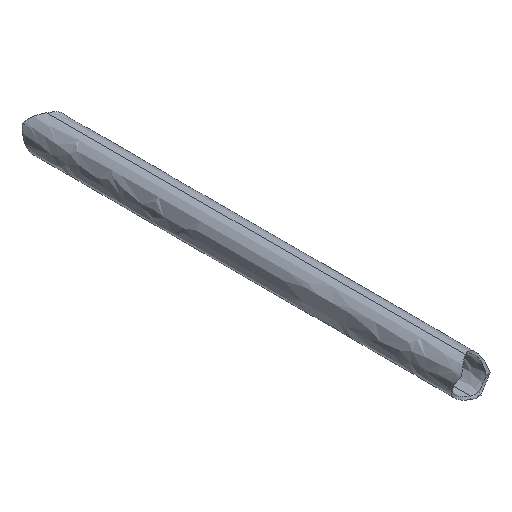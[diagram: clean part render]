
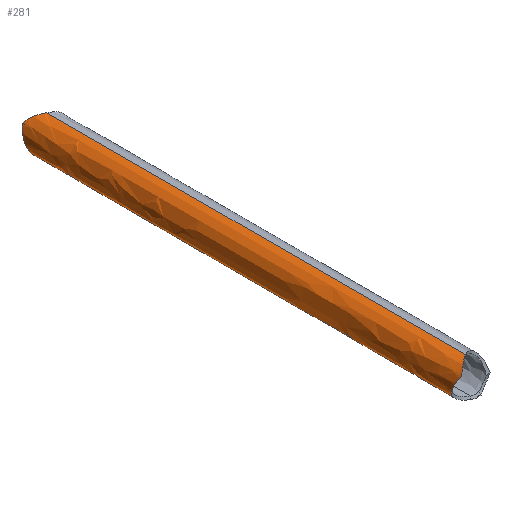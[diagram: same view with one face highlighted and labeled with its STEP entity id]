
A CAD part, isometric view. The second image highlights one B-rep face of the part: STEP entity #281.
In plain terms, the highlighted free-form (B-spline) face has degree [5, 4] with [6, 5] control points.
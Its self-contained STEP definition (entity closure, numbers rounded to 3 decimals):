
#110=CARTESIAN_POINT('Vertex',(-1909.848,153.478,457.698)) ;
#114=CARTESIAN_POINT('Control Point',(-1909.848,153.478,457.698)) ;
#115=CARTESIAN_POINT('Control Point',(-1909.557,153.355,458.071)) ;
#116=CARTESIAN_POINT('Control Point',(-1909.255,153.192,458.42)) ;
#117=CARTESIAN_POINT('Control Point',(-1908.947,152.997,458.746)) ;
#118=CARTESIAN_POINT('Control Point',(-1907.983,152.334,459.68)) ;
#119=CARTESIAN_POINT('Control Point',(-1906.975,151.516,460.422)) ;
#120=CARTESIAN_POINT('Control Point',(-1906.276,150.943,460.856)) ;
#121=CARTESIAN_POINT('Control Point',(-1904.686,149.663,461.674)) ;
#122=CARTESIAN_POINT('Control Point',(-1902.981,148.406,462.197)) ;
#123=CARTESIAN_POINT('Control Point',(-1902.015,147.748,462.396)) ;
#124=CARTESIAN_POINT('Control Point',(-1901.017,147.134,462.5)) ;
#125=CARTESIAN_POINT('Control Point',(-1900.,146.585,462.5)) ;
#126=CARTESIAN_POINT('Vertex',(-1900.,146.585,462.5)) ;
#159=CARTESIAN_POINT('Control Point',(-1900.,160.,437.5)) ;
#160=CARTESIAN_POINT('Control Point',(-1912.5,160.,437.5)) ;
#161=CARTESIAN_POINT('Control Point',(-1918.75,160.,450.)) ;
#162=CARTESIAN_POINT('Control Point',(-1912.5,160.,462.5)) ;
#163=CARTESIAN_POINT('Control Point',(-1900.,160.,462.5)) ;
#164=CARTESIAN_POINT('Control Point',(-1900.,96.,437.5)) ;
#165=CARTESIAN_POINT('Control Point',(-1912.5,96.,437.5)) ;
#166=CARTESIAN_POINT('Control Point',(-1918.75,96.,450.)) ;
#167=CARTESIAN_POINT('Control Point',(-1912.5,96.,462.5)) ;
#168=CARTESIAN_POINT('Control Point',(-1900.,96.,462.5)) ;
#169=CARTESIAN_POINT('Control Point',(-1900.,32.,437.5)) ;
#170=CARTESIAN_POINT('Control Point',(-1912.5,32.,437.5)) ;
#171=CARTESIAN_POINT('Control Point',(-1918.75,32.,450.)) ;
#172=CARTESIAN_POINT('Control Point',(-1912.5,32.,462.5)) ;
#173=CARTESIAN_POINT('Control Point',(-1900.,32.,462.5)) ;
#174=CARTESIAN_POINT('Control Point',(-1900.,-32.,437.5)) ;
#175=CARTESIAN_POINT('Control Point',(-1912.5,-32.,437.5)) ;
#176=CARTESIAN_POINT('Control Point',(-1918.75,-32.,450.)) ;
#177=CARTESIAN_POINT('Control Point',(-1912.5,-32.,462.5)) ;
#178=CARTESIAN_POINT('Control Point',(-1900.,-32.,462.5)) ;
#179=CARTESIAN_POINT('Control Point',(-1900.,-96.,437.5)) ;
#180=CARTESIAN_POINT('Control Point',(-1912.5,-96.,437.5)) ;
#181=CARTESIAN_POINT('Control Point',(-1918.75,-96.,450.)) ;
#182=CARTESIAN_POINT('Control Point',(-1912.5,-96.,462.5)) ;
#183=CARTESIAN_POINT('Control Point',(-1900.,-96.,462.5)) ;
#184=CARTESIAN_POINT('Control Point',(-1900.,-160.,437.5)) ;
#185=CARTESIAN_POINT('Control Point',(-1912.5,-160.,437.5)) ;
#186=CARTESIAN_POINT('Control Point',(-1918.75,-160.,450.)) ;
#187=CARTESIAN_POINT('Control Point',(-1912.5,-160.,462.5)) ;
#188=CARTESIAN_POINT('Control Point',(-1900.,-160.,462.5)) ;
#190=CARTESIAN_POINT('Control Point',(-1909.848,-153.478,457.698)) ;
#191=CARTESIAN_POINT('Control Point',(-1909.557,-153.355,458.071)) ;
#192=CARTESIAN_POINT('Control Point',(-1909.255,-153.192,458.42)) ;
#193=CARTESIAN_POINT('Control Point',(-1908.947,-152.997,458.746)) ;
#194=CARTESIAN_POINT('Control Point',(-1907.983,-152.334,459.68)) ;
#195=CARTESIAN_POINT('Control Point',(-1906.975,-151.516,460.422)) ;
#196=CARTESIAN_POINT('Control Point',(-1906.276,-150.943,460.856)) ;
#197=CARTESIAN_POINT('Control Point',(-1904.686,-149.663,461.674)) ;
#198=CARTESIAN_POINT('Control Point',(-1902.981,-148.406,462.197)) ;
#199=CARTESIAN_POINT('Control Point',(-1902.015,-147.748,462.396)) ;
#200=CARTESIAN_POINT('Control Point',(-1901.017,-147.134,462.5)) ;
#201=CARTESIAN_POINT('Control Point',(-1900.,-146.585,462.5)) ;
#202=CARTESIAN_POINT('Vertex',(-1909.848,-153.478,457.698)) ;
#204=CARTESIAN_POINT('Vertex',(-1900.,-146.585,462.5)) ;
#208=CARTESIAN_POINT('Control Point',(-1900.,146.585,462.5)) ;
#209=CARTESIAN_POINT('Control Point',(-1900.,87.951,462.5)) ;
#210=CARTESIAN_POINT('Control Point',(-1900.,29.317,462.5)) ;
#211=CARTESIAN_POINT('Control Point',(-1900.,-29.317,462.5)) ;
#212=CARTESIAN_POINT('Control Point',(-1900.,-87.951,462.5)) ;
#213=CARTESIAN_POINT('Control Point',(-1900.,-146.585,462.5)) ;
#216=CARTESIAN_POINT('Control Point',(-1909.848,153.478,457.698)) ;
#217=CARTESIAN_POINT('Control Point',(-1910.403,153.264,456.989)) ;
#218=CARTESIAN_POINT('Control Point',(-1910.878,152.938,456.249)) ;
#219=CARTESIAN_POINT('Control Point',(-1911.275,152.56,455.494)) ;
#220=CARTESIAN_POINT('Control Point',(-1911.849,151.86,454.147)) ;
#221=CARTESIAN_POINT('Control Point',(-1912.218,151.13,452.745)) ;
#222=CARTESIAN_POINT('Control Point',(-1912.339,150.822,452.139)) ;
#223=CARTESIAN_POINT('Control Point',(-1912.525,150.146,450.767)) ;
#224=CARTESIAN_POINT('Control Point',(-1912.52,149.518,449.357)) ;
#225=CARTESIAN_POINT('Control Point',(-1912.456,149.194,448.57)) ;
#226=CARTESIAN_POINT('Control Point',(-1912.185,148.574,446.902)) ;
#227=CARTESIAN_POINT('Control Point',(-1911.62,148.116,445.256)) ;
#228=CARTESIAN_POINT('Control Point',(-1911.238,147.931,444.408)) ;
#229=CARTESIAN_POINT('Control Point',(-1909.998,147.604,442.232)) ;
#230=CARTESIAN_POINT('Control Point',(-1908.245,147.743,440.408)) ;
#231=CARTESIAN_POINT('Control Point',(-1906.996,148.022,439.48)) ;
#232=CARTESIAN_POINT('Control Point',(-1904.832,148.713,438.32)) ;
#233=CARTESIAN_POINT('Control Point',(-1902.604,149.665,437.725)) ;
#234=CARTESIAN_POINT('Control Point',(-1901.728,150.069,437.574)) ;
#235=CARTESIAN_POINT('Control Point',(-1900.859,150.49,437.5)) ;
#236=CARTESIAN_POINT('Control Point',(-1900.,150.915,437.5)) ;
#237=CARTESIAN_POINT('Vertex',(-1900.,150.915,437.5)) ;
#241=CARTESIAN_POINT('Control Point',(-1900.,150.915,437.5)) ;
#242=CARTESIAN_POINT('Control Point',(-1900.,90.549,437.5)) ;
#243=CARTESIAN_POINT('Control Point',(-1900.,30.183,437.5)) ;
#244=CARTESIAN_POINT('Control Point',(-1900.,-30.183,437.5)) ;
#245=CARTESIAN_POINT('Control Point',(-1900.,-90.549,437.5)) ;
#246=CARTESIAN_POINT('Control Point',(-1900.,-150.915,437.5)) ;
#247=CARTESIAN_POINT('Vertex',(-1900.,-150.915,437.5)) ;
#251=CARTESIAN_POINT('Control Point',(-1909.848,-153.478,457.698)) ;
#252=CARTESIAN_POINT('Control Point',(-1910.403,-153.264,456.989)) ;
#253=CARTESIAN_POINT('Control Point',(-1910.878,-152.938,456.249)) ;
#254=CARTESIAN_POINT('Control Point',(-1911.275,-152.56,455.494)) ;
#255=CARTESIAN_POINT('Control Point',(-1911.849,-151.86,454.147)) ;
#256=CARTESIAN_POINT('Control Point',(-1912.218,-151.13,452.745)) ;
#257=CARTESIAN_POINT('Control Point',(-1912.339,-150.822,452.139)) ;
#258=CARTESIAN_POINT('Control Point',(-1912.525,-150.146,450.767)) ;
#259=CARTESIAN_POINT('Control Point',(-1912.52,-149.518,449.357)) ;
#260=CARTESIAN_POINT('Control Point',(-1912.456,-149.194,448.57)) ;
#261=CARTESIAN_POINT('Control Point',(-1912.185,-148.574,446.902)) ;
#262=CARTESIAN_POINT('Control Point',(-1911.62,-148.116,445.256)) ;
#263=CARTESIAN_POINT('Control Point',(-1911.238,-147.931,444.408)) ;
#264=CARTESIAN_POINT('Control Point',(-1909.998,-147.604,442.232)) ;
#265=CARTESIAN_POINT('Control Point',(-1908.245,-147.743,440.408)) ;
#266=CARTESIAN_POINT('Control Point',(-1906.996,-148.022,439.48)) ;
#267=CARTESIAN_POINT('Control Point',(-1904.832,-148.713,438.32)) ;
#268=CARTESIAN_POINT('Control Point',(-1902.604,-149.665,437.725)) ;
#269=CARTESIAN_POINT('Control Point',(-1901.728,-150.069,437.574)) ;
#270=CARTESIAN_POINT('Control Point',(-1900.859,-150.49,437.5)) ;
#271=CARTESIAN_POINT('Control Point',(-1900.,-150.915,437.5)) ;
#274=ORIENTED_EDGE('',*,*,#206,.T.) ;
#275=ORIENTED_EDGE('',*,*,#214,.F.) ;
#276=ORIENTED_EDGE('',*,*,#128,.F.) ;
#277=ORIENTED_EDGE('',*,*,#239,.T.) ;
#278=ORIENTED_EDGE('',*,*,#249,.T.) ;
#279=ORIENTED_EDGE('',*,*,#272,.F.) ;
#281=ADVANCED_FACE('Corps principal',(#280),#158,.T.) ;
#113=B_SPLINE_CURVE_WITH_KNOTS('',5,(#114,#115,#116,#117,#118,#119,#120,#121,#122,#123,#124,#125),.UNSPECIFIED.,.F.,.U.,(6,3,3,6),(5.318,8.733,15.831,24.369),.UNSPECIFIED.) ;
#189=B_SPLINE_CURVE_WITH_KNOTS('',5,(#190,#191,#192,#193,#194,#195,#196,#197,#198,#199,#200,#201),.UNSPECIFIED.,.F.,.U.,(6,3,3,6),(5.318,8.733,15.831,24.369),.UNSPECIFIED.) ;
#215=B_SPLINE_CURVE_WITH_KNOTS('',5,(#216,#217,#218,#219,#220,#221,#222,#223,#224,#225,#226,#227,#228,#229,#230,#231,#232,#233,#234,#235,#236),.UNSPECIFIED.,.F.,.U.,(6,3,3,3,3,3,6),(5.366,11.83,16.609,22.484,29.004,39.907,46.994),.UNSPECIFIED.) ;
#250=B_SPLINE_CURVE_WITH_KNOTS('',5,(#251,#252,#253,#254,#255,#256,#257,#258,#259,#260,#261,#262,#263,#264,#265,#266,#267,#268,#269,#270,#271),.UNSPECIFIED.,.F.,.U.,(6,3,3,3,3,3,6),(5.366,11.83,16.609,22.484,29.004,39.907,46.994),.UNSPECIFIED.) ;
#128=EDGE_CURVE('',#111,#127,#113,.T.) ;
#206=EDGE_CURVE('',#203,#205,#189,.T.) ;
#214=EDGE_CURVE('',#127,#205,#207,.T.) ;
#239=EDGE_CURVE('',#111,#238,#215,.T.) ;
#249=EDGE_CURVE('',#238,#248,#240,.T.) ;
#272=EDGE_CURVE('',#203,#248,#250,.T.) ;
#273=EDGE_LOOP('',(#274,#275,#276,#277,#278,#279)) ;
#280=FACE_OUTER_BOUND('',#273,.T.) ;
#111=VERTEX_POINT('',#110) ;
#127=VERTEX_POINT('',#126) ;
#203=VERTEX_POINT('',#202) ;
#205=VERTEX_POINT('',#204) ;
#238=VERTEX_POINT('',#237) ;
#248=VERTEX_POINT('',#247) ;
#207=(BOUNDED_CURVE()B_SPLINE_CURVE(5,(#208,#209,#210,#211,#212,#213),.UNSPECIFIED.,.F.,.U.)B_SPLINE_CURVE_WITH_KNOTS((6,6),(13.415,306.585),.UNSPECIFIED.)CURVE()GEOMETRIC_REPRESENTATION_ITEM()RATIONAL_B_SPLINE_CURVE((1.,1.,1.,1.,1.,1.))REPRESENTATION_ITEM('')) ;
#240=(BOUNDED_CURVE()B_SPLINE_CURVE(5,(#241,#242,#243,#244,#245,#246),.UNSPECIFIED.,.F.,.U.)B_SPLINE_CURVE_WITH_KNOTS((6,6),(9.085,310.915),.UNSPECIFIED.)CURVE()GEOMETRIC_REPRESENTATION_ITEM()RATIONAL_B_SPLINE_CURVE((1.,1.,1.,1.,1.,1.))REPRESENTATION_ITEM('')) ;
#158=(BOUNDED_SURFACE()B_SPLINE_SURFACE(5,4,((#159,#160,#161,#162,#163),(#164,#165,#166,#167,#168),(#169,#170,#171,#172,#173),(#174,#175,#176,#177,#178),(#179,#180,#181,#182,#183),(#184,#185,#186,#187,#188)),.UNSPECIFIED.,.F.,.F.,.U.)B_SPLINE_SURFACE_WITH_KNOTS((6,6),(5,5),(0.,320.),(0.,39.27),.UNSPECIFIED.)GEOMETRIC_REPRESENTATION_ITEM()RATIONAL_B_SPLINE_SURFACE(((1.,0.707,0.667,0.707,1.),(1.,0.707,0.667,0.707,1.),(1.,0.707,0.667,0.707,1.),(1.,0.707,0.667,0.707,1.),(1.,0.707,0.667,0.707,1.),(1.,0.707,0.667,0.707,1.)))REPRESENTATION_ITEM('Rational BSpline Surface')SURFACE()) ;
